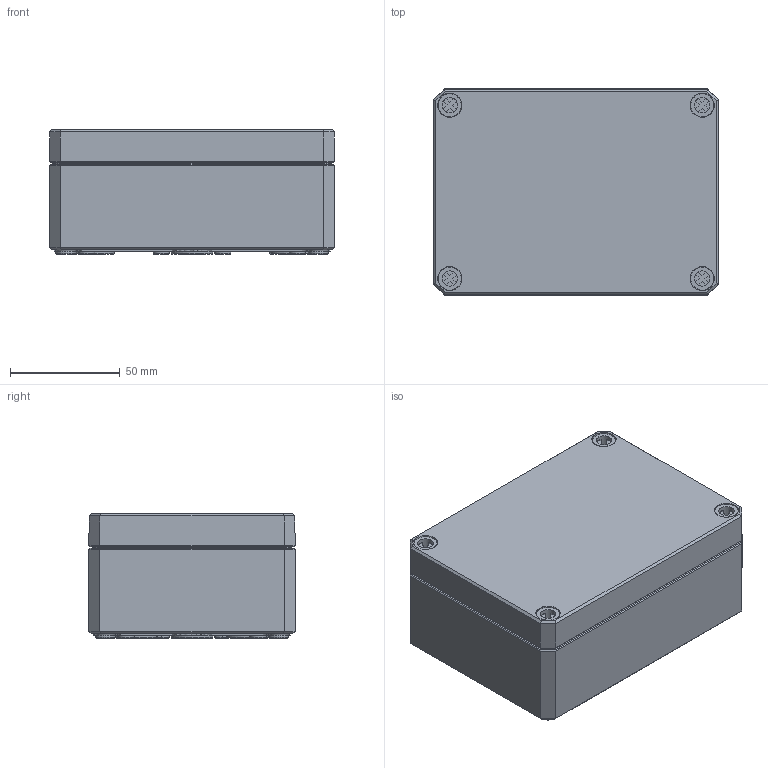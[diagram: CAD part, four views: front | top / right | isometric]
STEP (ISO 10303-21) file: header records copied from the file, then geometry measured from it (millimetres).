
FILE_DESCRIPTION(/* description */ (''),/* implementation_level */ '2;1');
FILE_NAME(/* name */ '0905103960 MBI-PC BK 130906 O.stp',/* time_stamp */ '2023-11-03T12:22:01+01:00',/* author */ ('alexander.rose'),/* organization */ (''),/* preprocessor_version */ 'ST-DEVELOPER v18.1',/* originating_system */ 'Autodesk Inventor 2022',/* authorisation */ '');
FILE_SCHEMA (('AUTOMOTIVE_DESIGN { 1 0 10303 214 3 1 1 }'));
Products named in the file (5): 0905103960 MBI-PC BK 130906 O; 0905103962-UT BK_130942 - O; 0995103961-OT BK_130915 - Index01; Schraube _ M10 x 34 _ MBI - Index01 - BK; Dichtung_1309xx
Assembly tree (7 placements, depth 2):
  0905103960 MBI-PC BK 130906 O
    0905103962-UT BK_130942 - O
    0995103961-OT BK_130915 - Index01
    Schraube _ M10 x 34 _ MBI - Index01 - BK  x4
    Dichtung_1309xx
Bounding box: 130 x 94 x 56.8 mm (x, y, z)
Volume: 156025.6 mm3; surface area: 114430.2 mm2
Topology: 7 solids, 7 shells, 2272 faces, 5585 edges, 3466 vertices
Faces by surface type: plane 939, bspline 507, cylinder 354, torus 276, cone 172, sphere 24
Full cylindrical faces by diameter (mm): 4.5 x4, 5 x4, 5.8 x8, 6 x2, 7 x4, 8.376 x4, 10.5 x4
Entity records: 67833 total; most frequent: CARTESIAN_POINT 20498, ORIENTED_EDGE 10278, DIRECTION 8846, EDGE_CURVE 5139, VERTEX_POINT 3184, AXIS2_PLACEMENT_3D 3061, LINE 2724, VECTOR 2724
